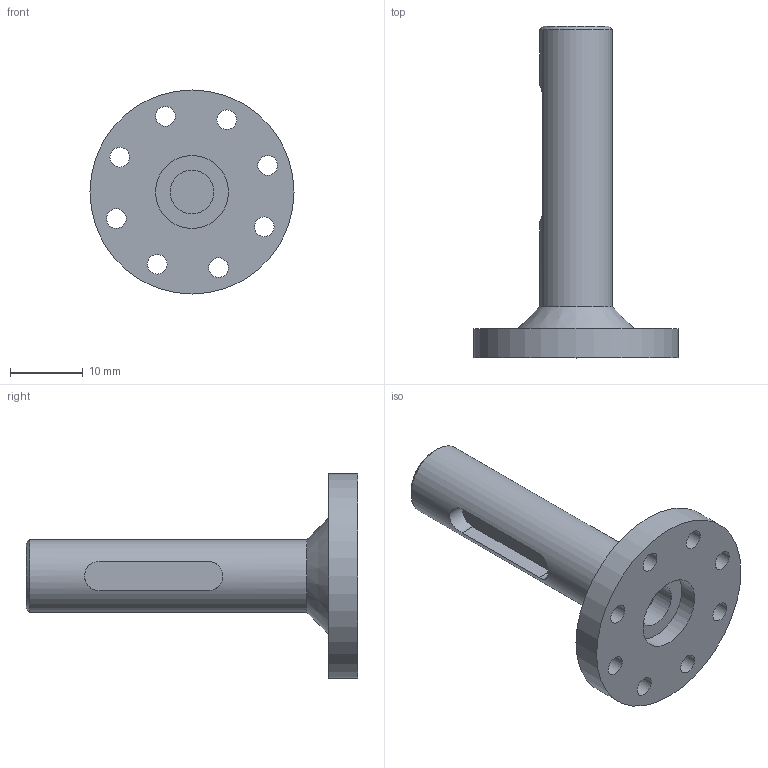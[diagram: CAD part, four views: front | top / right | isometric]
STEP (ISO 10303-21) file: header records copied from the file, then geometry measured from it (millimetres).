
FILE_DESCRIPTION (( 'STEP AP214' ), '1' );
FILE_NAME ('BRAS-USI-006A-axe moteur.STEP', '2023-09-22T06:03:02', ( '' ), ( '' ), 'SwSTEP 2.0', 'SolidWorks 2021', '' );
FILE_SCHEMA (( 'AUTOMOTIVE_DESIGN' ));
Length unit declared in the file: millimetre
Products named in the file (1): BRAS-USI-006A-axe moteur
Bounding box: 28 x 45.5 x 28 mm (x, y, z)
Volume: 5162.5 mm3; surface area: 3203.1 mm2
Topology: 1 solids, 1 shells, 32 faces, 68 edges, 42 vertices
Faces by surface type: cylinder 14, cone 10, plane 8
Full cylindrical faces by diameter (mm): 2.7 x8, 6 x1, 10 x2, 28 x1
Entity records: 878 total; most frequent: CARTESIAN_POINT 179, DIRECTION 146, ORIENTED_EDGE 92, EDGE_LOOP 74, AXIS2_PLACEMENT_3D 69, EDGE_CURVE 46, FACE_OUTER_BOUND 44, VERTEX_POINT 42
